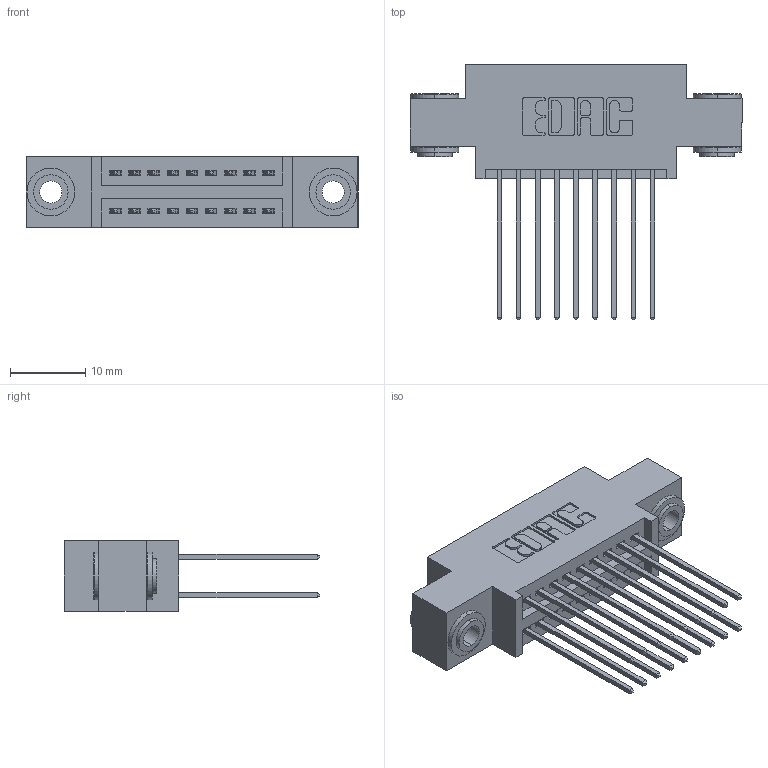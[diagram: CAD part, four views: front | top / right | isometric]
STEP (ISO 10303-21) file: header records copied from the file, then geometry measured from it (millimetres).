
FILE_DESCRIPTION (( 'STEP AP203' ), '1' );
FILE_NAME ('345-018-541-803.STEP', '2019-10-27T06:18:47', ( '' ), ( '' ), 'SwSTEP 2.0', 'SolidWorks 2016', '' );
FILE_SCHEMA (( 'CONFIG_CONTROL_DESIGN' ));
Length unit declared in the file: inch
Products named in the file (4): 345 Part_0.170 Offset - 0.156 Dia-TH; 345-292-001_345-293-141; 345-250-002_345-250-002-102; 345-018-541-803
Assembly tree (21 placements, depth 2):
  345-018-541-803
    345 Part_0.170 Offset - 0.156 Dia-TH
    345-292-001_345-293-141  x18
    345-250-002_345-250-002-102  x2
Bounding box: 44.07 x 33.96 x 9.4 mm (x, y, z)
Volume: 3983.9 mm3; surface area: 6083.5 mm2
Topology: 21 solids, 21 shells, 1068 faces, 3111 edges, 2046 vertices
Faces by surface type: plane 688, cylinder 372, cone 8
Entity records: 12304 total; most frequent: CARTESIAN_POINT 2071, ORIENTED_EDGE 1998, DIRECTION 1897, EDGE_CURVE 999, LINE 807, VECTOR 807, VERTEX_POINT 662, AXIS2_PLACEMENT_3D 545
